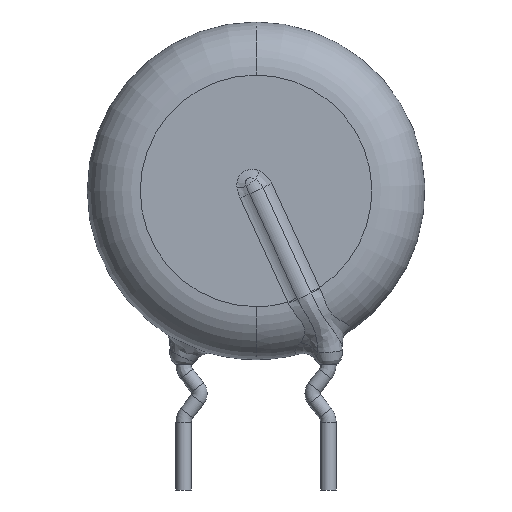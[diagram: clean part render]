
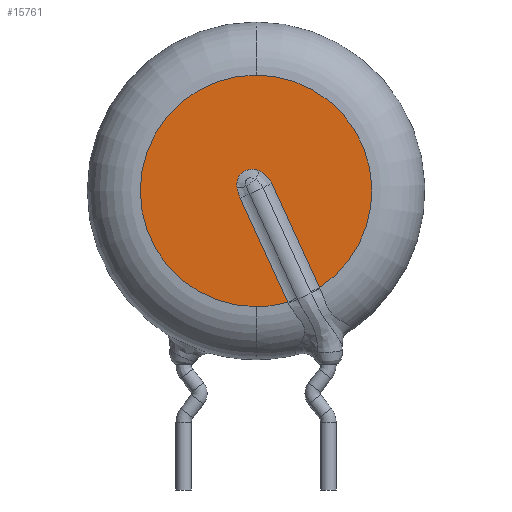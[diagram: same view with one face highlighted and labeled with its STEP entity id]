
A CAD part, front view. The second image highlights one B-rep face of the part: STEP entity #15761.
In plain terms, the highlighted planar face has unit normal (0, -1, 0).
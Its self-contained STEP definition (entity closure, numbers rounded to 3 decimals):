
#20 = B_SPLINE_CURVE_WITH_KNOTS ( 'NONE', 3,
 ( #6035, #12949, #3048, #7540 ),
 .UNSPECIFIED., .F., .F.,
 ( 4, 4 ),
 ( 0., 0.001 ),
 .UNSPECIFIED. ) ;
#319 = CARTESIAN_POINT ( 'NONE',  ( -0.819, -2.75, 8.624 ) ) ;
#504 = ORIENTED_EDGE ( 'NONE', *, *, #5480, .F. ) ;
#897 = CARTESIAN_POINT ( 'NONE',  ( 0.174, -2.75, 10.032 ) ) ;
#925 = DIRECTION ( 'NONE',  ( 0., 0., 1. ) ) ;
#988 = CARTESIAN_POINT ( 'NONE',  ( -0.9, -2.75, 9.744 ) ) ;
#1637 = CARTESIAN_POINT ( 'NONE',  ( 0.819, -2.75, 9.376 ) ) ;
#2308 = CARTESIAN_POINT ( 'NONE',  ( -0.986, -2.75, 9.455 ) ) ;
#2337 = VERTEX_POINT ( 'NONE', #10044 ) ;
#2559 = PLANE ( 'NONE',  #18348 ) ;
#2730 = DIRECTION ( 'NONE',  ( 0., 0., 1. ) ) ;
#3044 = EDGE_CURVE ( 'NONE', #9163, #16541, #5573, .T. ) ;
#3048 = CARTESIAN_POINT ( 'NONE',  ( -0.958, -2.75, 8.971 ) ) ;
#3215 = CARTESIAN_POINT ( 'NONE',  ( -0.993, -2.75, 9.231 ) ) ;
#3561 = AXIS2_PLACEMENT_3D ( 'NONE', #13183, #12908, #10281 ) ;
#3684 = CARTESIAN_POINT ( 'NONE',  ( -0.996, -2.75, 9.306 ) ) ;
#3788 = CARTESIAN_POINT ( 'NONE',  ( -0.566, -2.75, 10.052 ) ) ;
#4186 = EDGE_CURVE ( 'NONE', #2337, #8321, #15634, .T. ) ;
#4594 = VERTEX_POINT ( 'NONE', #16730 ) ;
#5375 = EDGE_CURVE ( 'NONE', #6819, #9163, #17253, .T. ) ;
#5480 = EDGE_CURVE ( 'NONE', #8321, #4594, #9676, .T. ) ;
#5573 = B_SPLINE_CURVE_WITH_KNOTS ( 'NONE', 3,
 ( #10234, #7658, #11547, #11727 ),
 .UNSPECIFIED., .F., .F.,
 ( 4, 4 ),
 ( 0., 0.001 ),
 .UNSPECIFIED. ) ;
#6035 = CARTESIAN_POINT ( 'NONE',  ( -0.819, -2.75, 8.624 ) ) ;
#6588 = CARTESIAN_POINT ( 'NONE',  ( 0.034, -2.75, 10.092 ) ) ;
#6676 = ORIENTED_EDGE ( 'NONE', *, *, #3044, .T. ) ;
#6703 = AXIS2_PLACEMENT_3D ( 'NONE', #7820, #13719, #925 ) ;
#6819 = VERTEX_POINT ( 'NONE', #8356 ) ;
#6876 = CARTESIAN_POINT ( 'NONE',  ( 0.174, -2.75, 10.032 ) ) ;
#7183 = VERTEX_POINT ( 'NONE', #11312 ) ;
#7540 = CARTESIAN_POINT ( 'NONE',  ( -0.983, -2.75, 9.156 ) ) ;
#7607 = LINE ( 'NONE', #319, #12634 ) ;
#7658 = CARTESIAN_POINT ( 'NONE',  ( 0.465, -2.75, 9.907 ) ) ;
#7820 = CARTESIAN_POINT ( 'NONE',  ( 0., -2.75, 9. ) ) ;
#8080 = VECTOR ( 'NONE', #16403, 1000. ) ;
#8170 = DIRECTION ( 'NONE',  ( 0., 0., 1. ) ) ;
#8321 = VERTEX_POINT ( 'NONE', #16939 ) ;
#8356 = CARTESIAN_POINT ( 'NONE',  ( -0.983, -2.75, 9.156 ) ) ;
#8446 = DIRECTION ( 'NONE',  ( 0., 1., 0. ) ) ;
#8731 = EDGE_CURVE ( 'NONE', #16541, #13682, #17715, .T. ) ;
#9163 = VERTEX_POINT ( 'NONE', #6876 ) ;
#9464 = CARTESIAN_POINT ( 'NONE',  ( -0.809, -2.75, 9.873 ) ) ;
#9676 = CIRCLE ( 'NONE', #13578, 6. ) ;
#9810 = CARTESIAN_POINT ( 'NONE',  ( 0., -2.75, 9. ) ) ;
#10044 = CARTESIAN_POINT ( 'NONE',  ( 1.656, -2.75, 3.233 ) ) ;
#10234 = CARTESIAN_POINT ( 'NONE',  ( 0.174, -2.75, 10.032 ) ) ;
#10281 = DIRECTION ( 'NONE',  ( 0., 0., 1. ) ) ;
#10931 = ORIENTED_EDGE ( 'NONE', *, *, #14475, .T. ) ;
#10966 = CARTESIAN_POINT ( 'NONE',  ( 0., -2.75, 9. ) ) ;
#11171 = CARTESIAN_POINT ( 'NONE',  ( 3.294, -2.75, 3.985 ) ) ;
#11312 = CARTESIAN_POINT ( 'NONE',  ( -0.819, -2.75, 8.624 ) ) ;
#11502 = EDGE_CURVE ( 'NONE', #4594, #13682, #11595, .T. ) ;
#11547 = CARTESIAN_POINT ( 'NONE',  ( 0.687, -2.75, 9.663 ) ) ;
#11595 = CIRCLE ( 'NONE', #3561, 6. ) ;
#11706 = ORIENTED_EDGE ( 'NONE', *, *, #4186, .F. ) ;
#11727 = CARTESIAN_POINT ( 'NONE',  ( 0.819, -2.75, 9.376 ) ) ;
#11869 = DIRECTION ( 'NONE',  ( -0.417, 0., 0.909 ) ) ;
#11967 = CARTESIAN_POINT ( 'NONE',  ( -0.419, -2.75, 10.102 ) ) ;
#12174 = CARTESIAN_POINT ( 'NONE',  ( -0.972, -2.75, 9.531 ) ) ;
#12634 = VECTOR ( 'NONE', #11869, 1000. ) ;
#12908 = DIRECTION ( 'NONE',  ( 0., 1., 0. ) ) ;
#12949 = CARTESIAN_POINT ( 'NONE',  ( -0.897, -2.75, 8.793 ) ) ;
#13183 = CARTESIAN_POINT ( 'NONE',  ( 0., -2.75, 9. ) ) ;
#13578 = AXIS2_PLACEMENT_3D ( 'NONE', #10966, #8446, #8170 ) ;
#13682 = VERTEX_POINT ( 'NONE', #11171 ) ;
#13719 = DIRECTION ( 'NONE',  ( 0., 1., 0. ) ) ;
#14475 = EDGE_CURVE ( 'NONE', #7183, #6819, #20, .T. ) ;
#14569 = ORIENTED_EDGE ( 'NONE', *, *, #15505, .T. ) ;
#14789 = CARTESIAN_POINT ( 'NONE',  ( -0.117, -2.75, 10.121 ) ) ;
#15234 = ORIENTED_EDGE ( 'NONE', *, *, #11502, .F. ) ;
#15342 = FACE_OUTER_BOUND ( 'NONE', #16912, .T. ) ;
#15457 = ORIENTED_EDGE ( 'NONE', *, *, #5375, .T. ) ;
#15505 = EDGE_CURVE ( 'NONE', #2337, #7183, #7607, .T. ) ;
#15517 = DIRECTION ( 'NONE',  ( 0., 1., 0. ) ) ;
#15634 = CIRCLE ( 'NONE', #6703, 6. ) ;
#15761 = ADVANCED_FACE ( 'NONE', ( #15342 ), #2559, .F. ) ;
#16013 = CARTESIAN_POINT ( 'NONE',  ( -0.983, -2.75, 9.156 ) ) ;
#16403 = DIRECTION ( 'NONE',  ( 0.417, 0., -0.909 ) ) ;
#16420 = ORIENTED_EDGE ( 'NONE', *, *, #8731, .T. ) ;
#16541 = VERTEX_POINT ( 'NONE', #1637 ) ;
#16730 = CARTESIAN_POINT ( 'NONE',  ( 0., -2.75, 15. ) ) ;
#16912 = EDGE_LOOP ( 'NONE', ( #11706, #14569, #10931, #15457, #6676, #16420, #15234, #504 ) ) ;
#16939 = CARTESIAN_POINT ( 'NONE',  ( 0., -2.75, 3. ) ) ;
#17253 = B_SPLINE_CURVE_WITH_KNOTS ( 'NONE', 3,
 ( #16013, #3215, #3684, #2308, #12174, #988, #9464, #3788, #11967, #14789, #6588, #897 ),
 .UNSPECIFIED., .F., .F.,
 ( 4, 2, 2, 2, 2, 4 ),
 ( 0., 0., 0., 0.001, 0.001, 0.002 ),
 .UNSPECIFIED. ) ;
#17715 = LINE ( 'NONE', #17900, #8080 ) ;
#17900 = CARTESIAN_POINT ( 'NONE',  ( 0.819, -2.75, 9.376 ) ) ;
#18348 = AXIS2_PLACEMENT_3D ( 'NONE', #9810, #15517, #2730 ) ;
